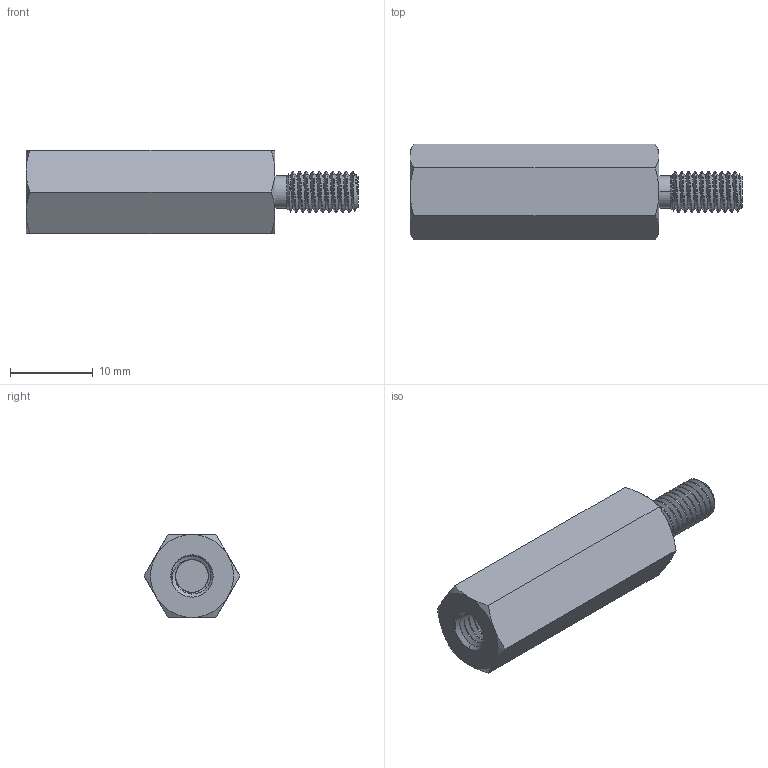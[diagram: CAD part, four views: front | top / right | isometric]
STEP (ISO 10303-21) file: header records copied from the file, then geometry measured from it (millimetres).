
FILE_DESCRIPTION (( 'STEP AP203' ), '1' );
FILE_NAME ('98952A426.step', '2017-06-13T17:52:00', ( '' ), ( '' ), 'SwSTEP 2.0', 'SolidWorks 2014', '' );
FILE_SCHEMA (( 'CONFIG_CONTROL_DESIGN' ));
Length unit declared in the file: millimetre
Products named in the file (1): 98952A426
Bounding box: 40 x 11.55 x 10 mm (x, y, z)
Volume: 2546 mm3; surface area: 1738 mm2
Topology: 1 solids, 1 shells, 90 faces, 243 edges, 157 vertices
Faces by surface type: cylinder 55, cone 18, plane 11, bspline 6
Entity records: 7244 total; most frequent: CARTESIAN_POINT 5321, ORIENTED_EDGE 486, DIRECTION 288, EDGE_CURVE 243, VERTEX_POINT 157, AXIS2_PLACEMENT_3D 111, EDGE_LOOP 92, FACE_OUTER_BOUND 90
